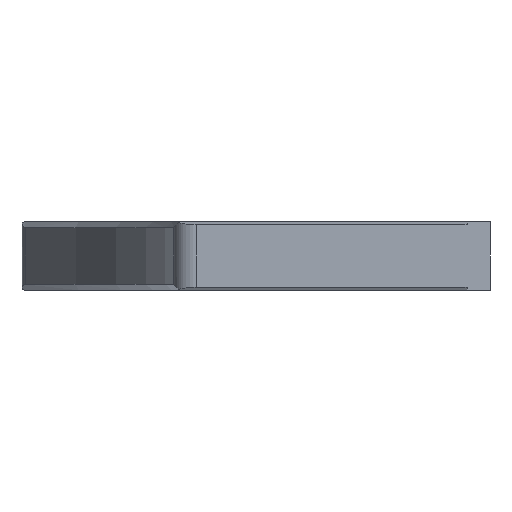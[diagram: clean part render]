
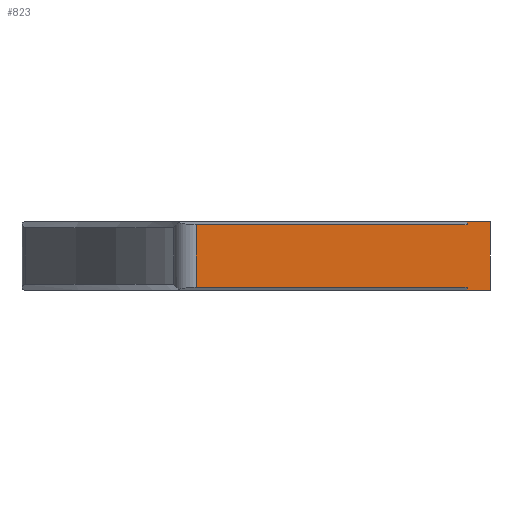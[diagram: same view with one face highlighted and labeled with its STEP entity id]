
A CAD part, front view. The second image highlights one B-rep face of the part: STEP entity #823.
In plain terms, the highlighted planar face has unit normal (0, -1, 0).
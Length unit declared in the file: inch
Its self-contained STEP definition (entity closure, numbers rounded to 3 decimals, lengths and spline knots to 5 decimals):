
#88 = DIRECTION ( 'NONE',  ( 1., 0., 0. ) ) ;
#136 = CARTESIAN_POINT ( 'NONE',  ( 6.85433, 0., 0. ) ) ;
#152 = LINE ( 'NONE', #2968, #2543 ) ;
#174 = VECTOR ( 'NONE', #780, 39.37008 ) ;
#214 = CARTESIAN_POINT ( 'NONE',  ( 5.11811, 0., -0.3745 ) ) ;
#224 = EDGE_CURVE ( 'NONE', #2019, #2244, #2369, .T. ) ;
#346 = DIRECTION ( 'NONE',  ( 0., 0., 1. ) ) ;
#405 = DIRECTION ( 'NONE',  ( 1., 0., 0. ) ) ;
#431 = VERTEX_POINT ( 'NONE', #2701 ) ;
#452 = CARTESIAN_POINT ( 'NONE',  ( 5.11811, 0., -0.3745 ) ) ;
#503 = EDGE_CURVE ( 'NONE', #2422, #1890, #2502, .T. ) ;
#554 = EDGE_CURVE ( 'NONE', #1126, #2244, #2264, .T. ) ;
#638 = VECTOR ( 'NONE', #709, 39.37008 ) ;
#709 = DIRECTION ( 'NONE',  ( 1., 0., 0. ) ) ;
#740 = ORIENTED_EDGE ( 'NONE', *, *, #503, .F. ) ;
#780 = DIRECTION ( 'NONE',  ( 1., 0., 0. ) ) ;
#804 = ORIENTED_EDGE ( 'NONE', *, *, #1003, .T. ) ;
#817 = VECTOR ( 'NONE', #88, 39.37008 ) ;
#820 = ORIENTED_EDGE ( 'NONE', *, *, #224, .T. ) ;
#821 = VECTOR ( 'NONE', #870, 39.37008 ) ;
#823 = ADVANCED_FACE ( 'NONE', ( #1638 ), #1592, .T. ) ;
#839 = ORIENTED_EDGE ( 'NONE', *, *, #554, .F. ) ;
#848 = DIRECTION ( 'NONE',  ( 0., 0., -1. ) ) ;
#869 = LINE ( 'NONE', #2723, #2807 ) ;
#870 = DIRECTION ( 'NONE',  ( 0., 0., 1. ) ) ;
#899 = CARTESIAN_POINT ( 'NONE',  ( 6.72811, 0., -0.3745 ) ) ;
#928 = CARTESIAN_POINT ( 'NONE',  ( 6.72811, 0., -0.35875 ) ) ;
#932 = CARTESIAN_POINT ( 'NONE',  ( 6.72811, 0., 0. ) ) ;
#946 = DIRECTION ( 'NONE',  ( 0., -1., 0. ) ) ;
#1003 = EDGE_CURVE ( 'NONE', #2987, #2122, #869, .T. ) ;
#1126 = VERTEX_POINT ( 'NONE', #1993 ) ;
#1236 = EDGE_CURVE ( 'NONE', #1126, #2987, #1385, .T. ) ;
#1334 = VECTOR ( 'NONE', #405, 39.37008 ) ;
#1385 = LINE ( 'NONE', #214, #638 ) ;
#1420 = CARTESIAN_POINT ( 'NONE',  ( 4.2381, 0., -0.35875 ) ) ;
#1473 = ORIENTED_EDGE ( 'NONE', *, *, #2829, .F. ) ;
#1551 = CARTESIAN_POINT ( 'NONE',  ( 4.2381, 0., -0.01575 ) ) ;
#1592 = PLANE ( 'NONE',  #2277 ) ;
#1638 = FACE_OUTER_BOUND ( 'NONE', #1668, .T. ) ;
#1668 = EDGE_LOOP ( 'NONE', ( #2409, #1956, #820, #839, #1985, #804, #1473, #740 ) ) ;
#1704 = VECTOR ( 'NONE', #2321, 39.37008 ) ;
#1769 = EDGE_CURVE ( 'NONE', #431, #2019, #152, .T. ) ;
#1781 = CARTESIAN_POINT ( 'NONE',  ( 6.72811, 0., -0.01575 ) ) ;
#1827 = CARTESIAN_POINT ( 'NONE',  ( 6.85433, 0., -0.3745 ) ) ;
#1890 = VERTEX_POINT ( 'NONE', #932 ) ;
#1956 = ORIENTED_EDGE ( 'NONE', *, *, #1769, .T. ) ;
#1985 = ORIENTED_EDGE ( 'NONE', *, *, #1236, .T. ) ;
#1993 = CARTESIAN_POINT ( 'NONE',  ( 6.72811, 0., -0.3745 ) ) ;
#2019 = VERTEX_POINT ( 'NONE', #2191 ) ;
#2034 = CARTESIAN_POINT ( 'NONE',  ( 6.72811, 0., -0.3745 ) ) ;
#2091 = EDGE_CURVE ( 'NONE', #431, #2422, #2503, .T. ) ;
#2122 = VERTEX_POINT ( 'NONE', #136 ) ;
#2191 = CARTESIAN_POINT ( 'NONE',  ( 5.24162, 0., -0.35875 ) ) ;
#2244 = VERTEX_POINT ( 'NONE', #928 ) ;
#2264 = LINE ( 'NONE', #2034, #821 ) ;
#2277 = AXIS2_PLACEMENT_3D ( 'NONE', #452, #946, #2294 ) ;
#2294 = DIRECTION ( 'NONE',  ( 0., 0., -1. ) ) ;
#2321 = DIRECTION ( 'NONE',  ( 0., 0., 1. ) ) ;
#2369 = LINE ( 'NONE', #1420, #174 ) ;
#2409 = ORIENTED_EDGE ( 'NONE', *, *, #2091, .F. ) ;
#2422 = VERTEX_POINT ( 'NONE', #1781 ) ;
#2502 = LINE ( 'NONE', #899, #1704 ) ;
#2503 = LINE ( 'NONE', #1551, #1334 ) ;
#2543 = VECTOR ( 'NONE', #848, 39.37008 ) ;
#2701 = CARTESIAN_POINT ( 'NONE',  ( 5.24162, 0., -0.01575 ) ) ;
#2723 = CARTESIAN_POINT ( 'NONE',  ( 6.85433, 0., -0.3745 ) ) ;
#2807 = VECTOR ( 'NONE', #346, 39.37008 ) ;
#2829 = EDGE_CURVE ( 'NONE', #1890, #2122, #2886, .T. ) ;
#2886 = LINE ( 'NONE', #2919, #817 ) ;
#2919 = CARTESIAN_POINT ( 'NONE',  ( 5.11811, 0., 0. ) ) ;
#2968 = CARTESIAN_POINT ( 'NONE',  ( 5.24162, 0., -0.3435 ) ) ;
#2987 = VERTEX_POINT ( 'NONE', #1827 ) ;
